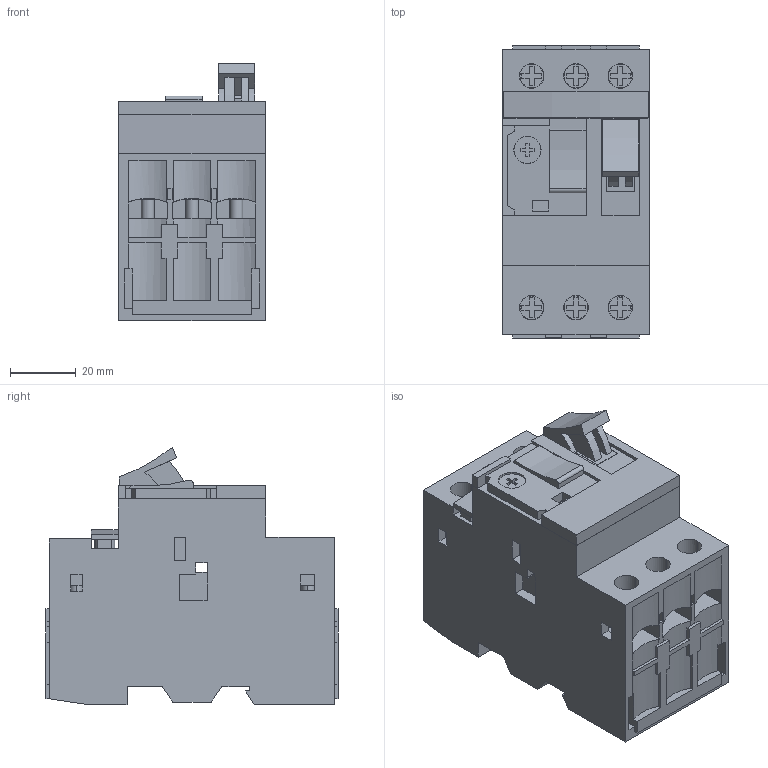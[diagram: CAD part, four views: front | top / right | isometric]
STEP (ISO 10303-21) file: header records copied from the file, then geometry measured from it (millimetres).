
FILE_DESCRIPTION((''),'2;1');
FILE_NAME('SB108708_3D_COLOUR','2013-09-06T',('SESA231906'),('Schneider-Electric'),'PRO/ENGINEER BY PARAMETRIC TECHNOLOGY CORPORATION, 2011410','PRO/ENGINEER BY PARAMETRIC TECHNOLOGY CORPORATION, 2011410','');
FILE_SCHEMA(('CONFIG_CONTROL_DESIGN'));
Length unit declared in the file: millimetre
Products named in the file (1): SB108708_3D_COLOUR
Bounding box: 44.5 x 89 x 78.44 mm (x, y, z)
Volume: 205954.1 mm3; surface area: 41967.4 mm2
Topology: 2 solids, 2 shells, 446 faces, 1240 edges, 814 vertices
Faces by surface type: plane 374, cylinder 72
Entity records: 14456 total; most frequent: CARTESIAN_POINT 2820, ORIENTED_EDGE 2480, DIRECTION 2250, EDGE_CURVE 1240, VECTOR 1078, LINE 1078, VERTEX_POINT 814, AXIS2_PLACEMENT_3D 586
